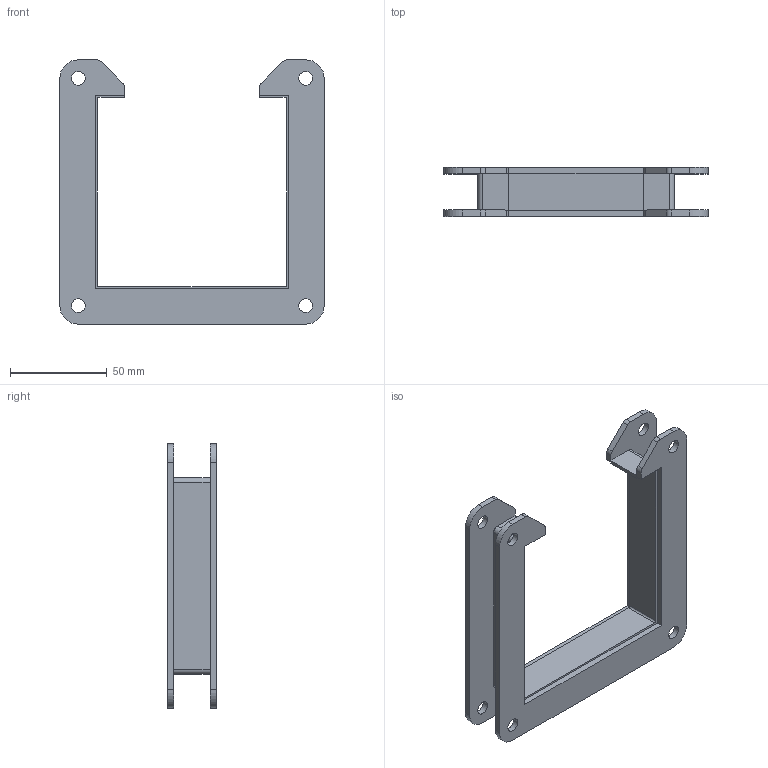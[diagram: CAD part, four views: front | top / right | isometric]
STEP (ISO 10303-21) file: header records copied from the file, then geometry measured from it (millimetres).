
FILE_DESCRIPTION (( 'STEP AP203' ), '1' );
FILE_NAME ('1485CM1.step', '2020-11-19T14:32:50', ( 'ADC123' ), ( 'Microsoft' ), 'SwSTEP 2.0', 'SolidWorks 2019', '' );
FILE_SCHEMA (( 'CONFIG_CONTROL_DESIGN' ));
Length unit declared in the file: inch
Products named in the file (1): 1485CM1
Bounding box: 136.53 x 25.15 x 136.53 mm (x, y, z)
Volume: 55483.6 mm3; surface area: 47200 mm2
Topology: 3 solids, 3 shells, 78 faces, 216 edges, 144 vertices
Faces by surface type: plane 46, cylinder 32
Full cylindrical faces by diameter (mm): 7.137 x8
Entity records: 2571 total; most frequent: CARTESIAN_POINT 431, DIRECTION 430, ORIENTED_EDGE 416, EDGE_CURVE 208, LINE 144, VERTEX_POINT 144, VECTOR 144, AXIS2_PLACEMENT_3D 143
